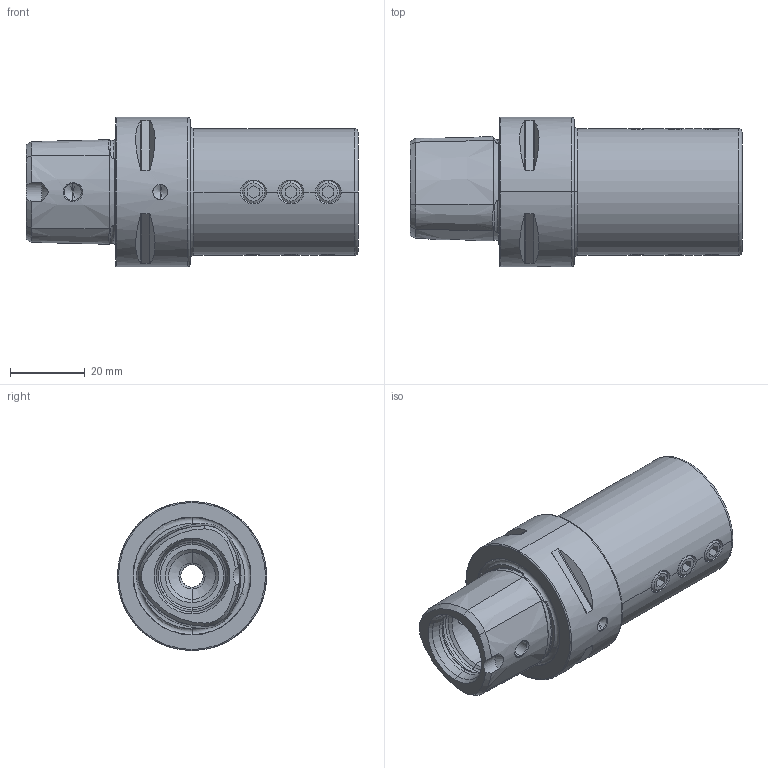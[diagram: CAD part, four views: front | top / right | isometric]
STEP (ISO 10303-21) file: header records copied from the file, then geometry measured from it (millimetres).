
FILE_DESCRIPTION (( 'STEP AP203' ), '1' );
FILE_NAME ('PS4-B06.K01.065.STEP', '2012-04-16T05:46:28', ( 'SwiAdmin' ), ( '' ), 'SwSTEP 2.0', 'SolidWorks 2012', '' );
FILE_SCHEMA (( 'CONFIG_CONTROL_DESIGN' ));
Length unit declared in the file: millimetre
Products named in the file (3): PS4-B06.K01.065; ISO 4026 - M6 x 10_PreviewCfg; PS4-B06.K01.065_A
Assembly tree (10 placements, depth 2):
  PS4-B06.K01.065
    PS4-B06.K01.065_A
    ISO 4026 - M6 x 10_PreviewCfg  x9
Bounding box: 89 x 40 x 40 mm (x, y, z)
Volume: 70591.9 mm3; surface area: 18505.1 mm2
Topology: 10 solids, 10 shells, 315 faces, 762 edges, 464 vertices
Faces by surface type: cone 102, plane 101, cylinder 70, torus 42
Entity records: 7889 total; most frequent: CARTESIAN_POINT 2768, ORIENTED_EDGE 1004, DIRECTION 946, EDGE_CURVE 502, AXIS2_PLACEMENT_3D 394, VERTEX_POINT 304, EDGE_LOOP 210, FACE_OUTER_BOUND 195
